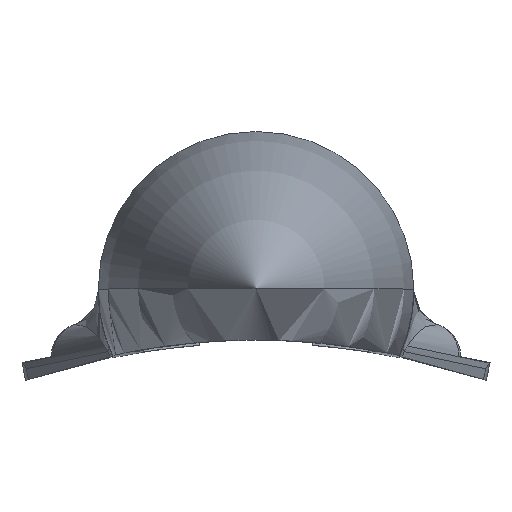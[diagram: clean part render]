
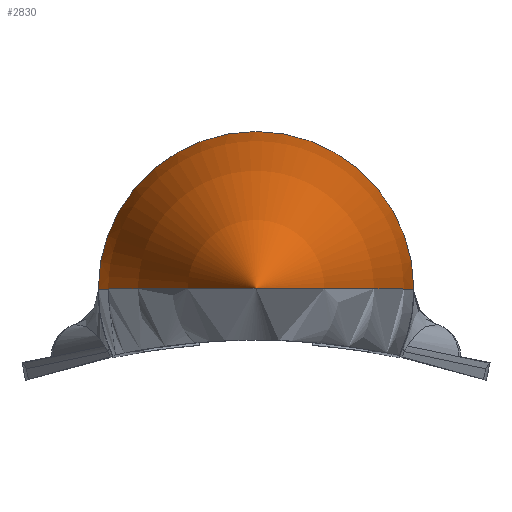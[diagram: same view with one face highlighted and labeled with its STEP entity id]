
A CAD part, top view. The second image highlights one B-rep face of the part: STEP entity #2830.
In plain terms, the highlighted toroidal (fillet/blend) face has major radius 154.396 mm and minor radius 172.176 mm.
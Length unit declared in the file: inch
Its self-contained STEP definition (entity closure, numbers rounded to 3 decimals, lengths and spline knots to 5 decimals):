
#390 = VERTEX_POINT ( 'NONE', #752 ) ;
#513 = DIRECTION ( 'NONE',  ( 0., 0., -1. ) ) ;
#540 = AXIS2_PLACEMENT_3D ( 'NONE', #2342, #3397, #2373 ) ;
#544 = CARTESIAN_POINT ( 'NONE',  ( 0.7, 0., 5.25 ) ) ;
#752 = CARTESIAN_POINT ( 'NONE',  ( 0., 0., 8.25 ) ) ;
#824 = CIRCLE ( 'NONE', #1886, 6.77857 ) ;
#933 = VERTEX_POINT ( 'NONE', #1094 ) ;
#1037 = CARTESIAN_POINT ( 'NONE',  ( 0., 0., 5.25 ) ) ;
#1094 = CARTESIAN_POINT ( 'NONE',  ( -0.7, 0., 5.25 ) ) ;
#1119 = ORIENTED_EDGE ( 'NONE', *, *, #2420, .F. ) ;
#1139 = DIRECTION ( 'NONE',  ( -1., 0., 0. ) ) ;
#1170 = ORIENTED_EDGE ( 'NONE', *, *, #3335, .T. ) ;
#1399 = VERTEX_POINT ( 'NONE', #544 ) ;
#1773 = AXIS2_PLACEMENT_3D ( 'NONE', #3181, #1868, #2924 ) ;
#1802 = EDGE_LOOP ( 'NONE', ( #3383, #1170, #1119 ) ) ;
#1868 = DIRECTION ( 'NONE',  ( 0., 0., -1. ) ) ;
#1886 = AXIS2_PLACEMENT_3D ( 'NONE', #3282, #1957, #1139 ) ;
#1957 = DIRECTION ( 'NONE',  ( 0., 1., 0. ) ) ;
#1969 = EDGE_CURVE ( 'NONE', #390, #933, #2429, .T. ) ;
#2342 = CARTESIAN_POINT ( 'NONE',  ( 6.07857, 0., 5.25 ) ) ;
#2372 = DIRECTION ( 'NONE',  ( -1., 0., 0. ) ) ;
#2373 = DIRECTION ( 'NONE',  ( 0., 0., -1. ) ) ;
#2420 = EDGE_CURVE ( 'NONE', #933, #1399, #3252, .T. ) ;
#2429 = CIRCLE ( 'NONE', #540, 6.77857 ) ;
#2830 = ADVANCED_FACE ( 'NONE', ( #3128 ), #2931, .T. ) ;
#2924 = DIRECTION ( 'NONE',  ( -1., 0., 0. ) ) ;
#2931 = TOROIDAL_SURFACE ( 'NONE', #3256, -6.07857, 6.77857 ) ;
#3128 = FACE_OUTER_BOUND ( 'NONE', #1802, .T. ) ;
#3181 = CARTESIAN_POINT ( 'NONE',  ( 0., 0., 5.25 ) ) ;
#3252 = CIRCLE ( 'NONE', #1773, 0.7 ) ;
#3256 = AXIS2_PLACEMENT_3D ( 'NONE', #1037, #513, #2372 ) ;
#3282 = CARTESIAN_POINT ( 'NONE',  ( -6.07857, 0., 5.25 ) ) ;
#3335 = EDGE_CURVE ( 'NONE', #390, #1399, #824, .T. ) ;
#3383 = ORIENTED_EDGE ( 'NONE', *, *, #1969, .F. ) ;
#3397 = DIRECTION ( 'NONE',  ( 0., -1., 0. ) ) ;
